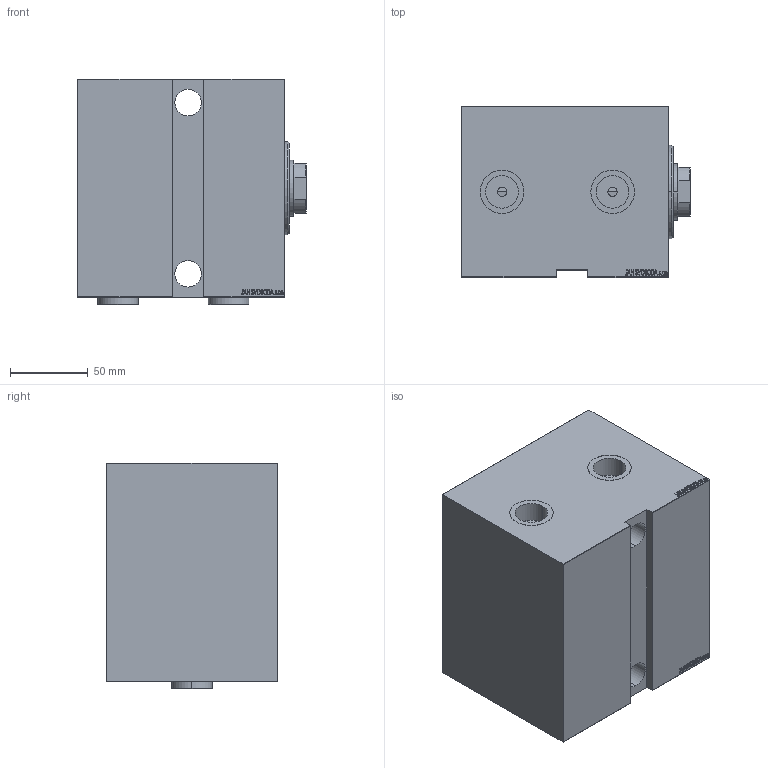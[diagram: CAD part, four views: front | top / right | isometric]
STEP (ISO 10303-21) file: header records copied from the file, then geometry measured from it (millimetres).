
FILE_DESCRIPTION (( 'STEP AP203' ), '1' );
FILE_NAME ('536f.STEP', '2024-02-12T14:31:11', ( '' ), ( '' ), 'SwSTEP 2.0', 'SolidWorks 2019', '' );
FILE_SCHEMA (( 'CONFIG_CONTROL_DESIGN' ));
Length unit declared in the file: millimetre
Products named in the file (5): Zatka_OIL_PORT d9acc53418acfcfaa01fbbff9516844c; V450CM_E_Body d9acc53418acfcfaa01fbbff9516844c; 536f; V450CM_E_VCP d9acc53418acfcfaa01fbbff9516844c; V450CM_VC_B d9acc53418acfcfaa01fbbff9516844c
Assembly tree (5 placements, depth 2):
  536f
    V450CM_E_Body d9acc53418acfcfaa01fbbff9516844c
    V450CM_E_VCP d9acc53418acfcfaa01fbbff9516844c
    V450CM_VC_B d9acc53418acfcfaa01fbbff9516844c
    Zatka_OIL_PORT d9acc53418acfcfaa01fbbff9516844c  x2
Bounding box: 147 x 110 x 144.9 mm (x, y, z)
Volume: 1811613.5 mm3; surface area: 201583.9 mm2
Topology: 5 solids, 5 shells, 902 faces, 2296 edges, 1517 vertices
Faces by surface type: plane 444, bspline 380, cylinder 60, cone 18
Entity records: 44085 total; most frequent: CARTESIAN_POINT 24626, ORIENTED_EDGE 4508, DIRECTION 2634, EDGE_CURVE 2254, VERTEX_POINT 1493, LINE 1352, VECTOR 1352, EDGE_LOOP 1007
